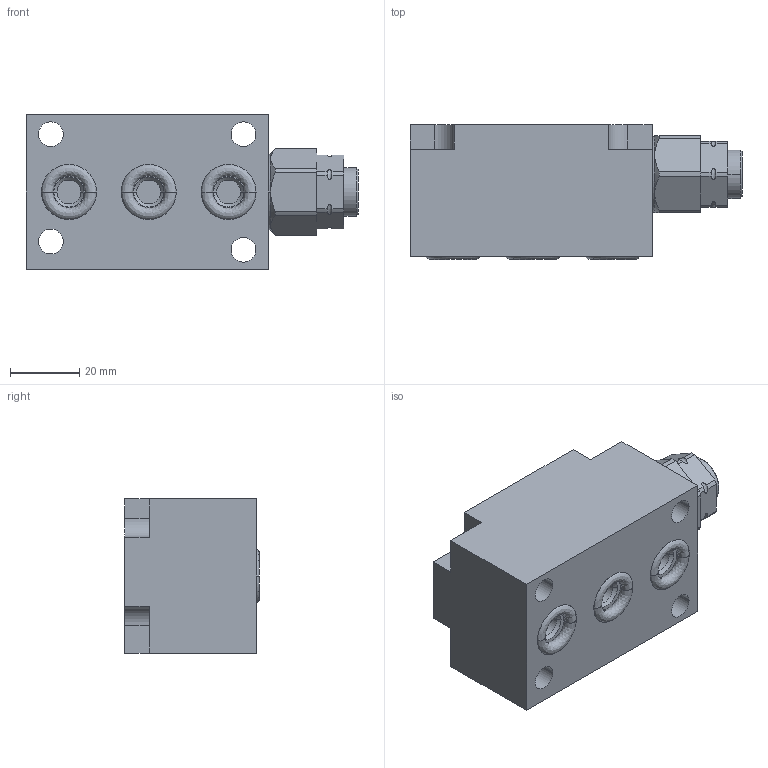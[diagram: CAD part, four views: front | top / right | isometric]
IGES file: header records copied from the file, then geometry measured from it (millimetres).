
Start section:  PTC IGES file: ilcmv47033170.igs
Global section: file name: ilcmv47033170.igs; native system: Creo Parametric by Parametric Technology Corporation; preprocessor: 2013320; author: dg; organization: Unknown; date: 20140922.165529; units: millimetre
Bounding box: 95.71 x 38.9 x 44.45 mm (x, y, z)
Surface area: 21293.4 mm2 (no closed solid volume)
Topology: 0 solids, 0 shells, 138 faces, 674 edges, 672 vertices
Faces by surface type: revolution 88, bspline 50
